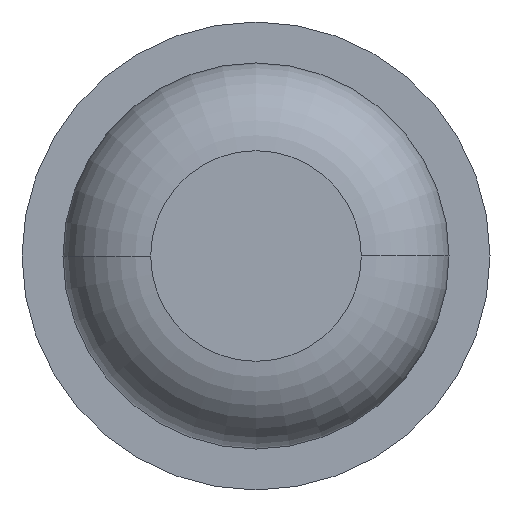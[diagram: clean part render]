
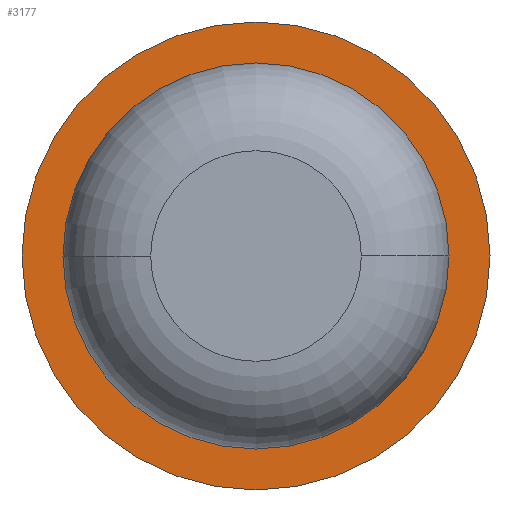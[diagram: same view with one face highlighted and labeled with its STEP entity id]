
A CAD part, front view. The second image highlights one B-rep face of the part: STEP entity #3177.
In plain terms, the highlighted planar face has unit normal (0, -1, 0).
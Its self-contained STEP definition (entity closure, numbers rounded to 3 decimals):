
#79 = CARTESIAN_POINT ( 'NONE',  ( 0., -6., 0. ) ) ;
#328 = CIRCLE ( 'NONE', #925, 0.825 ) ;
#330 = CARTESIAN_POINT ( 'NONE',  ( 0., -6., 0. ) ) ;
#399 = CIRCLE ( 'NONE', #3102, 1. ) ;
#414 = DIRECTION ( 'NONE',  ( -1., 0., 0. ) ) ;
#705 = DIRECTION ( 'NONE',  ( -1., 0., 0. ) ) ;
#820 = CARTESIAN_POINT ( 'NONE',  ( -1., -6., 0. ) ) ;
#925 = AXIS2_PLACEMENT_3D ( 'NONE', #3401, #1946, #3039 ) ;
#1088 = EDGE_LOOP ( 'NONE', ( #1155, #2957 ) ) ;
#1119 = DIRECTION ( 'NONE',  ( 0., 1., 0. ) ) ;
#1155 = ORIENTED_EDGE ( 'NONE', *, *, #2725, .F. ) ;
#1277 = AXIS2_PLACEMENT_3D ( 'NONE', #330, #3819, #705 ) ;
#1305 = FACE_OUTER_BOUND ( 'NONE', #1088, .T. ) ;
#1376 = CARTESIAN_POINT ( 'NONE',  ( -0.825, -6., 0. ) ) ;
#1539 = DIRECTION ( 'NONE',  ( 0., 1., 0. ) ) ;
#1608 = VERTEX_POINT ( 'NONE', #1376 ) ;
#1946 = DIRECTION ( 'NONE',  ( 0., 1., 0. ) ) ;
#1960 = VERTEX_POINT ( 'NONE', #2091 ) ;
#1977 = EDGE_CURVE ( 'Defeature ausgef�hrt1_8+Defeature ausgef�hrt1_7+Defeature ausgef�hrt1_7+Defeature ausgef�hrt1_7', #1960, #3147, #399, .T. ) ;
#2021 = CIRCLE ( 'NONE', #4112, 0.825 ) ;
#2091 = CARTESIAN_POINT ( 'NONE',  ( 1., -6., 0. ) ) ;
#2182 = CARTESIAN_POINT ( 'NONE',  ( 0., -6., 0. ) ) ;
#2192 = DIRECTION ( 'NONE',  ( -1., 0., 0. ) ) ;
#2206 = PLANE ( 'NONE',  #2287 ) ;
#2250 = FACE_BOUND ( 'NONE', #4060, .T. ) ;
#2253 = CARTESIAN_POINT ( 'NONE',  ( 0.825, -6., 0. ) ) ;
#2287 = AXIS2_PLACEMENT_3D ( 'NONE', #2253, #1119, #2192 ) ;
#2376 = CARTESIAN_POINT ( 'NONE',  ( 0.825, -6., 0. ) ) ;
#2436 = ORIENTED_EDGE ( 'NONE', *, *, #4555, .T. ) ;
#2544 = DIRECTION ( 'NONE',  ( 0., 1., 0. ) ) ;
#2630 = ORIENTED_EDGE ( 'NONE', *, *, #3155, .T. ) ;
#2725 = EDGE_CURVE ( 'Defeature ausgef�hrt1_8+Defeature ausgef�hrt1_7+Defeature ausgef�hrt1_7+Defeature ausgef�hrt1_7', #3147, #1960, #4235, .T. ) ;
#2940 = DIRECTION ( 'NONE',  ( -1., 0., 0. ) ) ;
#2957 = ORIENTED_EDGE ( 'NONE', *, *, #1977, .F. ) ;
#3039 = DIRECTION ( 'NONE',  ( -1., 0., 0. ) ) ;
#3102 = AXIS2_PLACEMENT_3D ( 'NONE', #2182, #2544, #414 ) ;
#3147 = VERTEX_POINT ( 'NONE', #820 ) ;
#3155 = EDGE_CURVE ( 'Defeature ausgef�hrt1_7+Defeature ausgef�hrt1_0+Defeature ausgef�hrt1_0+Defeature ausgef�hrt1_0', #4251, #1608, #2021, .T. ) ;
#3177 = ADVANCED_FACE ( 'Defeature ausgef�hrt1_7', ( #1305, #2250 ), #2206, .F. ) ;
#3401 = CARTESIAN_POINT ( 'NONE',  ( 0., -6., 0. ) ) ;
#3819 = DIRECTION ( 'NONE',  ( 0., 1., 0. ) ) ;
#4060 = EDGE_LOOP ( 'NONE', ( #2436, #2630 ) ) ;
#4112 = AXIS2_PLACEMENT_3D ( 'NONE', #79, #1539, #2940 ) ;
#4235 = CIRCLE ( 'NONE', #1277, 1. ) ;
#4251 = VERTEX_POINT ( 'NONE', #2376 ) ;
#4555 = EDGE_CURVE ( 'Defeature ausgef�hrt1_7+Defeature ausgef�hrt1_0+Defeature ausgef�hrt1_0+Defeature ausgef�hrt1_0', #1608, #4251, #328, .T. ) ;
